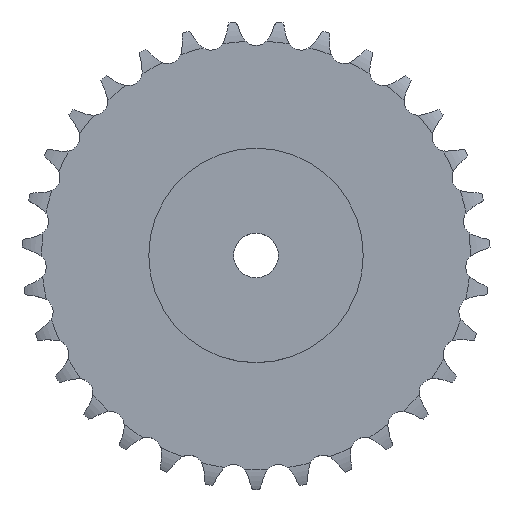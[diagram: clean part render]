
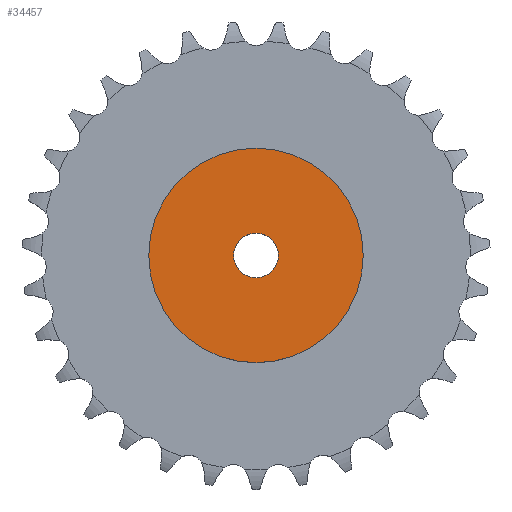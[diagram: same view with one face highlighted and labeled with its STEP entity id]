
A CAD part, top view. The second image highlights one B-rep face of the part: STEP entity #34457.
In plain terms, the highlighted planar face has unit normal (0, 0, 1).
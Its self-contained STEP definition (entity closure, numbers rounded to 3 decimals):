
#4035 = CYLINDRICAL_SURFACE('',#4036,60.);
#4036 = AXIS2_PLACEMENT_3D('',#4037,#4038,#4039);
#4037 = CARTESIAN_POINT('',(0.,0.,0.));
#4038 = DIRECTION('',(-0.,-0.,-1.));
#4039 = DIRECTION('',(1.,0.,0.));
#21682 = VERTEX_POINT('',#21683);
#21683 = CARTESIAN_POINT('',(60.,0.,50.));
#21704 = EDGE_CURVE('',#21682,#21682,#21705,.T.);
#21705 = SURFACE_CURVE('',#21706,(#21711,#21718),.PCURVE_S1.);
#21706 = CIRCLE('',#21707,60.);
#21707 = AXIS2_PLACEMENT_3D('',#21708,#21709,#21710);
#21708 = CARTESIAN_POINT('',(0.,0.,50.));
#21709 = DIRECTION('',(0.,0.,1.));
#21710 = DIRECTION('',(1.,0.,0.));
#21711 = PCURVE('',#4035,#21712);
#21712 = DEFINITIONAL_REPRESENTATION('',(#21713),#21717);
#21713 = LINE('',#21714,#21715);
#21714 = CARTESIAN_POINT('',(-0.,-50.));
#21715 = VECTOR('',#21716,1.);
#21716 = DIRECTION('',(-1.,0.));
#21717 = ( GEOMETRIC_REPRESENTATION_CONTEXT(2) 
PARAMETRIC_REPRESENTATION_CONTEXT() REPRESENTATION_CONTEXT('2D SPACE',''
  ) );
#21718 = PCURVE('',#21719,#21724);
#21719 = PLANE('',#21720);
#21720 = AXIS2_PLACEMENT_3D('',#21721,#21722,#21723);
#21721 = CARTESIAN_POINT('',(0.,0.,50.)
  );
#21722 = DIRECTION('',(0.,0.,1.));
#21723 = DIRECTION('',(1.,0.,0.));
#21724 = DEFINITIONAL_REPRESENTATION('',(#21725),#21729);
#21725 = CIRCLE('',#21726,60.);
#21726 = AXIS2_PLACEMENT_2D('',#21727,#21728);
#21727 = CARTESIAN_POINT('',(0.,0.));
#21728 = DIRECTION('',(1.,0.));
#21729 = ( GEOMETRIC_REPRESENTATION_CONTEXT(2) 
PARAMETRIC_REPRESENTATION_CONTEXT() REPRESENTATION_CONTEXT('2D SPACE',''
  ) );
#29376 = CYLINDRICAL_SURFACE('',#29377,12.5);
#29377 = AXIS2_PLACEMENT_3D('',#29378,#29379,#29380);
#29378 = CARTESIAN_POINT('',(0.,0.,398.876));
#29379 = DIRECTION('',(0.,0.,1.));
#29380 = DIRECTION('',(1.,0.,0.));
#34457 = ADVANCED_FACE('',(#34458,#34461),#21719,.T.);
#34458 = FACE_BOUND('',#34459,.T.);
#34459 = EDGE_LOOP('',(#34460));
#34460 = ORIENTED_EDGE('',*,*,#21704,.T.);
#34461 = FACE_BOUND('',#34462,.T.);
#34462 = EDGE_LOOP('',(#34463));
#34463 = ORIENTED_EDGE('',*,*,#34464,.F.);
#34464 = EDGE_CURVE('',#34465,#34465,#34467,.T.);
#34465 = VERTEX_POINT('',#34466);
#34466 = CARTESIAN_POINT('',(12.5,0.,50.));
#34467 = SURFACE_CURVE('',#34468,(#34473,#34480),.PCURVE_S1.);
#34468 = CIRCLE('',#34469,12.5);
#34469 = AXIS2_PLACEMENT_3D('',#34470,#34471,#34472);
#34470 = CARTESIAN_POINT('',(0.,0.,50.));
#34471 = DIRECTION('',(0.,0.,1.));
#34472 = DIRECTION('',(1.,0.,0.));
#34473 = PCURVE('',#21719,#34474);
#34474 = DEFINITIONAL_REPRESENTATION('',(#34475),#34479);
#34475 = CIRCLE('',#34476,12.5);
#34476 = AXIS2_PLACEMENT_2D('',#34477,#34478);
#34477 = CARTESIAN_POINT('',(0.,0.));
#34478 = DIRECTION('',(1.,0.));
#34479 = ( GEOMETRIC_REPRESENTATION_CONTEXT(2) 
PARAMETRIC_REPRESENTATION_CONTEXT() REPRESENTATION_CONTEXT('2D SPACE',''
  ) );
#34480 = PCURVE('',#29376,#34481);
#34481 = DEFINITIONAL_REPRESENTATION('',(#34482),#34486);
#34482 = LINE('',#34483,#34484);
#34483 = CARTESIAN_POINT('',(0.,-348.876));
#34484 = VECTOR('',#34485,1.);
#34485 = DIRECTION('',(1.,0.));
#34486 = ( GEOMETRIC_REPRESENTATION_CONTEXT(2) 
PARAMETRIC_REPRESENTATION_CONTEXT() REPRESENTATION_CONTEXT('2D SPACE',''
  ) );
